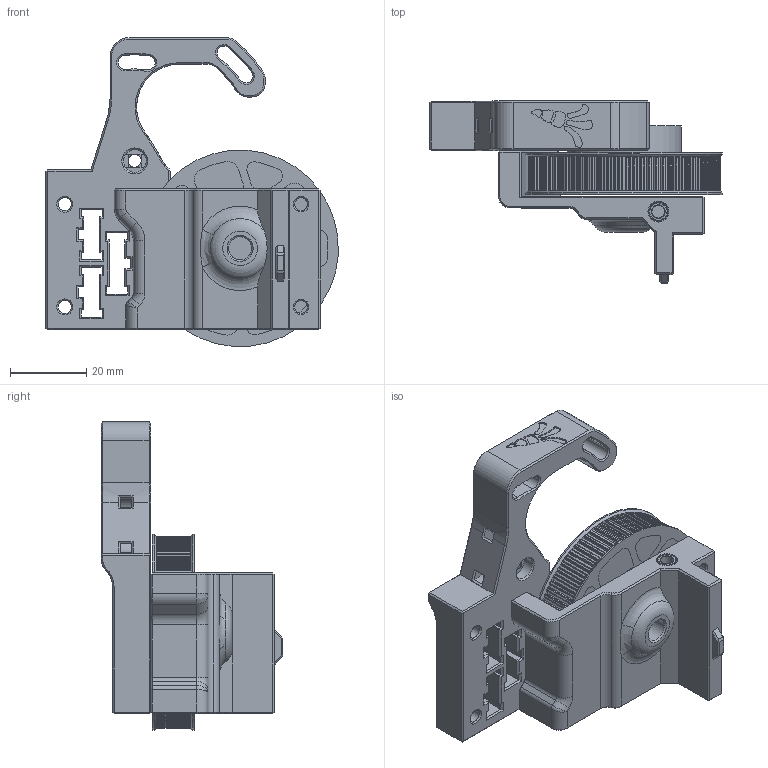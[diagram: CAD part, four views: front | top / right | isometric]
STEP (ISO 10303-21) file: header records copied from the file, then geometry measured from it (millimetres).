
FILE_DESCRIPTION(/* description */ (''),/* implementation_level */ '2;1');
FILE_NAME(/* name */ 'Carrt_Feeder_V1.1_metalz_80T_Gear_Box.step',/* time_stamp */ '2022-12-23T20:53:17+08:00',/* author */ (''),/* organization */ (''),/* preprocessor_version */ 'ST-DEVELOPER v19.2',/* originating_system */ 'Autodesk Translation Framework v11.17.0.187',/* authorisation */ '');
FILE_SCHEMA (('AUTOMOTIVE_DESIGN { 1 0 10303 214 3 1 1 }'));
Products named in the file (5): 多色兔子金属齿轮箱; Carrot_Feeder_V1.1_M4_Gear_Arm_NEMA14 v1; Carrot_Feeder_V1.1_Gear_Box_Back v1; M3 Threaded Insert v5 (1); Carrot_Feeder_V1.1_GT2_80T
Assembly tree (7 placements, depth 3):
  多色兔子金属齿轮箱
    Carrot_Feeder_V1.1_M4_Gear_Arm_NEMA14 v1
    Carrot_Feeder_V1.1_Gear_Box_Back v1
      M3 Threaded Insert v5 (1)  x4
    Carrot_Feeder_V1.1_GT2_80T
Bounding box: 76.75 x 47.75 x 81.08 mm (x, y, z)
Volume: 59414.1 mm3; surface area: 25176.5 mm2
Topology: 7 solids, 7 shells, 1919 faces, 5049 edges, 3193 vertices
Faces by surface type: plane 1102, bspline 381, cylinder 333, cone 97, torus 6
Full cylindrical faces by diameter (mm): 3.3 x2, 3.4 x10, 4.2 x4, 4.25 x4, 4.6 x4, 4.7 x5, 5 x1, 6 x7, 6.05 x1, 8.05 x1, 8.057 x1, 30 x1, 51.63 x2
Entity records: 53278 total; most frequent: CARTESIAN_POINT 15366, ORIENTED_EDGE 8086, DIRECTION 7472, EDGE_CURVE 4043, LINE 2868, VECTOR 2868, VERTEX_POINT 2521, AXIS2_PLACEMENT_3D 2302
